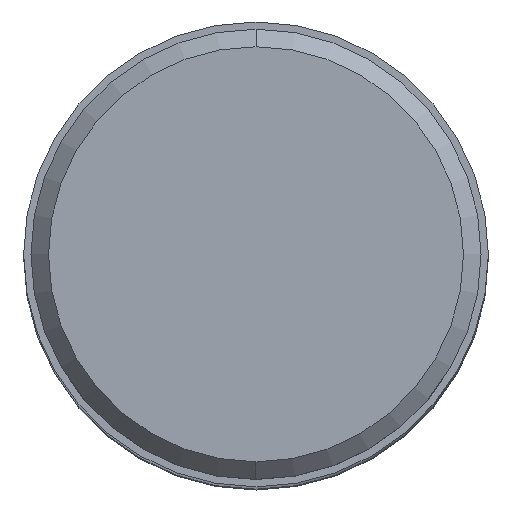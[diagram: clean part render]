
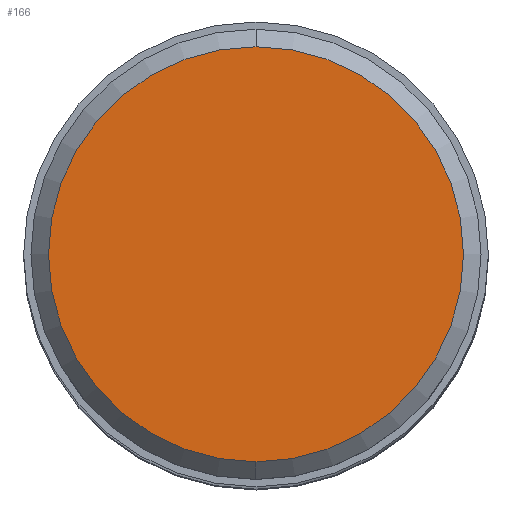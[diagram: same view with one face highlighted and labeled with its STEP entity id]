
A CAD part, top view. The second image highlights one B-rep face of the part: STEP entity #166.
In plain terms, the highlighted planar face has unit normal (0, 0, 1).
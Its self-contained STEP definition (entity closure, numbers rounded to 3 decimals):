
#29=PLANE('',#1167);
#166=ADVANCED_FACE('',(#231),#29,.F.);
#231=FACE_OUTER_BOUND('',#291,.T.);
#291=EDGE_LOOP('',(#504,#505));
#504=ORIENTED_EDGE('',*,*,#729,.T.);
#505=ORIENTED_EDGE('',*,*,#727,.T.);
#611=VERTEX_POINT('',#2863);
#612=VERTEX_POINT('',#2865);
#727=EDGE_CURVE('',#612,#611,#875,.T.);
#729=EDGE_CURVE('',#611,#612,#876,.T.);
#875=CIRCLE('',#1163,14.175);
#876=CIRCLE('',#1165,14.175);
#1163=AXIS2_PLACEMENT_3D('',#2864,#1442,#1443);
#1165=AXIS2_PLACEMENT_3D('',#2868,#1447,#1448);
#1167=AXIS2_PLACEMENT_3D('',#2870,#1451,#1452);
#1442=DIRECTION('',(0.,0.,1.));
#1443=DIRECTION('',(0.,1.,0.));
#1447=DIRECTION('',(0.,0.,1.));
#1448=DIRECTION('',(0.,-1.,0.));
#1451=DIRECTION('',(0.,0.,-1.));
#1452=DIRECTION('',(1.,0.,0.));
#2863=CARTESIAN_POINT('',(0.,-14.175,0.));
#2864=CARTESIAN_POINT('',(0.,0.,0.));
#2865=CARTESIAN_POINT('',(0.,14.175,0.));
#2868=CARTESIAN_POINT('',(0.,0.,0.));
#2870=CARTESIAN_POINT('',(0.,0.,0.));
